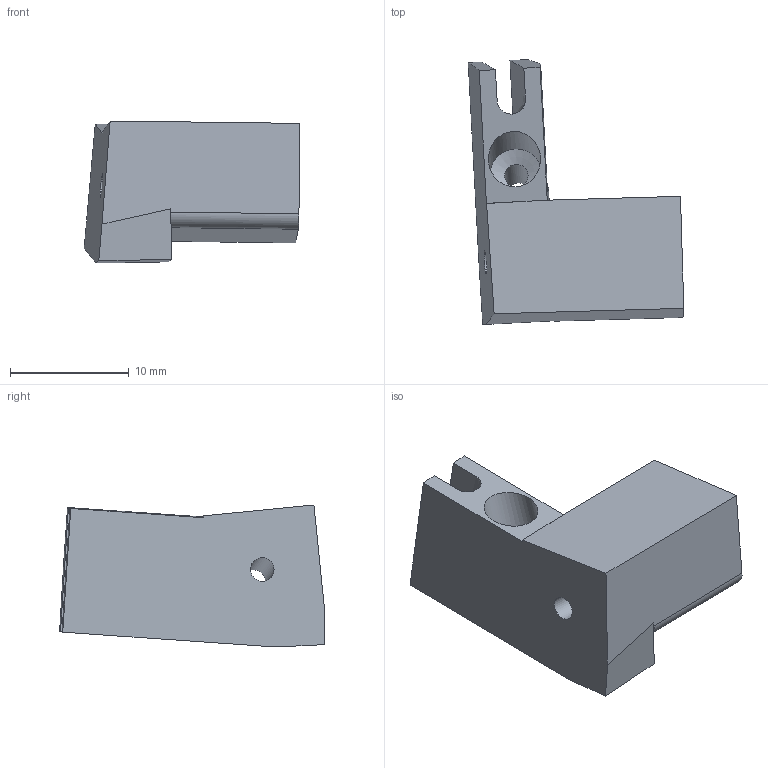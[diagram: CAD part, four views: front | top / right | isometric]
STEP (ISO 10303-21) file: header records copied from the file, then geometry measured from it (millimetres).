
FILE_DESCRIPTION(/* description */ ('STEP AP214'),/* implementation_level */ '2;1');
FILE_NAME(/* name */ '683c51974258294a187f424a',/* time_stamp */ '2025-06-01T13:11:52Z',/* author */ (''),/* organization */ (''),/* preprocessor_version */ 'ST-DEVELOPER v20',/* originating_system */ 'ONSHAPE BY PTC INC, 1.198',/* authorisation */ ' ');
FILE_SCHEMA (('AUTOMOTIVE_DESIGN {1 0 10303 214 3 1 1}'));
Length unit declared in the file: metre
Products named in the file (1): Part 67
Bounding box: 18.19 x 22.34 x 11.98 mm (x, y, z)
Volume: 1913.4 mm3; surface area: 1558.1 mm2
Topology: 1 solids, 1 shells, 27 faces, 72 edges, 49 vertices
Faces by surface type: plane 19, cylinder 6, cone 1, bspline 1
Full cylindrical faces by diameter (mm): 1.5 x1, 2 x2, 3.2 x1, 4.4 x1
Entity records: 860 total; most frequent: CARTESIAN_POINT 193, ORIENTED_EDGE 124, DIRECTION 124, EDGE_CURVE 62, VERTEX_POINT 45, LINE 44, VECTOR 44, AXIS2_PLACEMENT_3D 40
